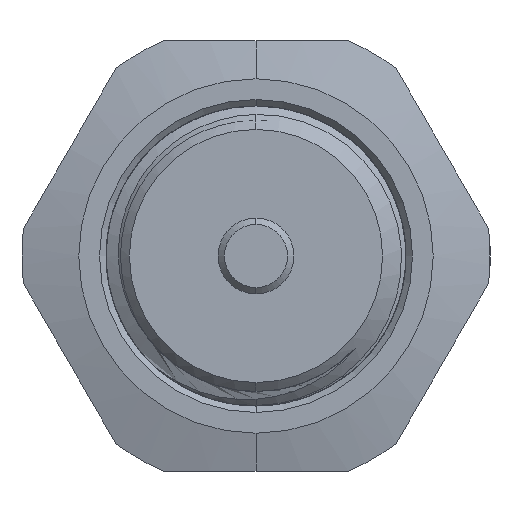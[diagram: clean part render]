
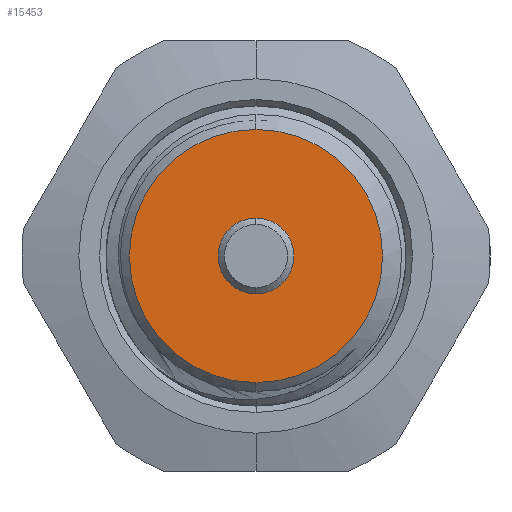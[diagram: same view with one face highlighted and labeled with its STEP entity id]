
A CAD part, left-side view. The second image highlights one B-rep face of the part: STEP entity #15453.
In plain terms, the highlighted planar face has unit normal (-1, 0, 0).
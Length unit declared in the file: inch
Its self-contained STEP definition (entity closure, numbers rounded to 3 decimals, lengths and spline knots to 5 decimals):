
#1448 = FACE_OUTER_BOUND ( 'NONE', #5292, .T. ) ;
#1511 = AXIS2_PLACEMENT_3D ( 'NONE', #9853, #5417, #9945 ) ;
#2193 = CARTESIAN_POINT ( 'NONE',  ( -2.01661, 0.87096, -0.22225 ) ) ;
#2727 = DIRECTION ( 'NONE',  ( -1., 0., 0. ) ) ;
#2777 = ORIENTED_EDGE ( 'NONE', *, *, #19330, .F. ) ;
#3211 = CARTESIAN_POINT ( 'NONE',  ( -2.01661, 0.87096, -0.36004 ) ) ;
#3752 = EDGE_CURVE ( 'NONE', #26797, #13669, #20993, .T. ) ;
#4069 = CIRCLE ( 'NONE', #18556, 0.05906 ) ;
#4099 = FACE_BOUND ( 'NONE', #24873, .T. ) ;
#4286 = CARTESIAN_POINT ( 'NONE',  ( -2.01661, 0.87096, -0.16319 ) ) ;
#4688 = DIRECTION ( 'NONE',  ( 0., 0., 1. ) ) ;
#5292 = EDGE_LOOP ( 'NONE', ( #14006, #8316 ) ) ;
#5417 = DIRECTION ( 'NONE',  ( 1., 0., 0. ) ) ;
#6677 = CARTESIAN_POINT ( 'NONE',  ( -2.01661, 0.87096, 0.03366 ) ) ;
#7488 = AXIS2_PLACEMENT_3D ( 'NONE', #14899, #27647, #23411 ) ;
#7866 = EDGE_CURVE ( 'NONE', #8739, #9272, #17937, .T. ) ;
#8316 = ORIENTED_EDGE ( 'NONE', *, *, #3752, .T. ) ;
#8569 = DIRECTION ( 'NONE',  ( -1., 0., 0. ) ) ;
#8739 = VERTEX_POINT ( 'NONE', #23576 ) ;
#9272 = VERTEX_POINT ( 'NONE', #2193 ) ;
#9853 = CARTESIAN_POINT ( 'NONE',  ( -2.01661, 0.93002, -0.16319 ) ) ;
#9945 = DIRECTION ( 'NONE',  ( 0., 0., -1. ) ) ;
#11862 = DIRECTION ( 'NONE',  ( -1., 0., 0. ) ) ;
#13152 = CIRCLE ( 'NONE', #24979, 0.19685 ) ;
#13669 = VERTEX_POINT ( 'NONE', #3211 ) ;
#14006 = ORIENTED_EDGE ( 'NONE', *, *, #18126, .T. ) ;
#14899 = CARTESIAN_POINT ( 'NONE',  ( -2.01661, 0.87096, -0.16319 ) ) ;
#15453 = ADVANCED_FACE ( 'NONE', ( #4099, #1448 ), #22638, .F. ) ;
#17937 = CIRCLE ( 'NONE', #20227, 0.05906 ) ;
#18126 = EDGE_CURVE ( 'NONE', #13669, #26797, #13152, .T. ) ;
#18179 = DIRECTION ( 'NONE',  ( 0., 0., 1. ) ) ;
#18556 = AXIS2_PLACEMENT_3D ( 'NONE', #21602, #2727, #4688 ) ;
#19147 = DIRECTION ( 'NONE',  ( 0., 0., 1. ) ) ;
#19330 = EDGE_CURVE ( 'NONE', #9272, #8739, #4069, .T. ) ;
#20227 = AXIS2_PLACEMENT_3D ( 'NONE', #26653, #11862, #18179 ) ;
#20993 = CIRCLE ( 'NONE', #7488, 0.19685 ) ;
#21602 = CARTESIAN_POINT ( 'NONE',  ( -2.01661, 0.87096, -0.16319 ) ) ;
#22638 = PLANE ( 'NONE',  #1511 ) ;
#23411 = DIRECTION ( 'NONE',  ( 0., 0., 1. ) ) ;
#23576 = CARTESIAN_POINT ( 'NONE',  ( -2.01661, 0.87096, -0.10414 ) ) ;
#24704 = ORIENTED_EDGE ( 'NONE', *, *, #7866, .F. ) ;
#24873 = EDGE_LOOP ( 'NONE', ( #24704, #2777 ) ) ;
#24979 = AXIS2_PLACEMENT_3D ( 'NONE', #4286, #8569, #19147 ) ;
#26653 = CARTESIAN_POINT ( 'NONE',  ( -2.01661, 0.87096, -0.16319 ) ) ;
#26797 = VERTEX_POINT ( 'NONE', #6677 ) ;
#27647 = DIRECTION ( 'NONE',  ( -1., 0., 0. ) ) ;
